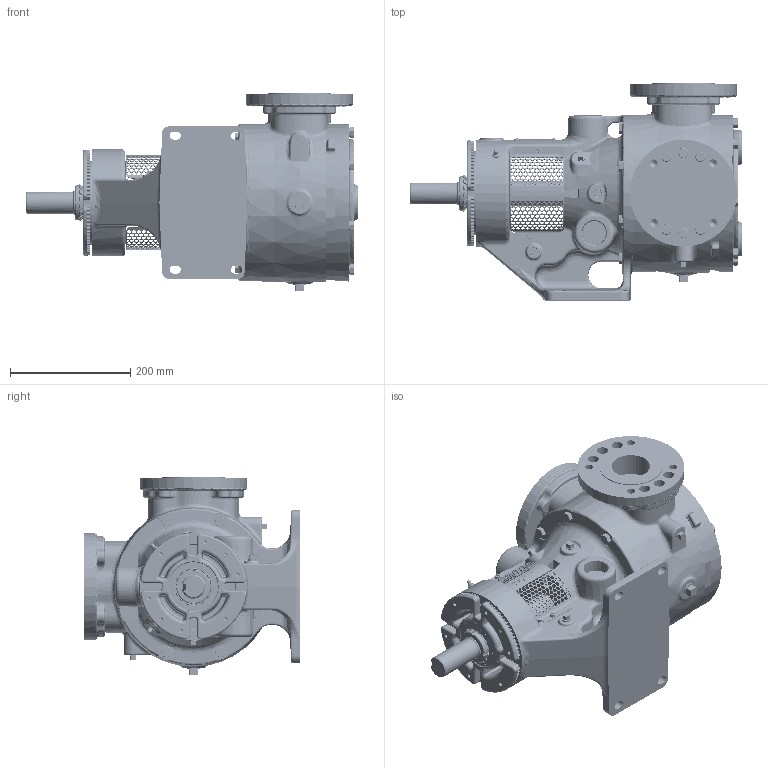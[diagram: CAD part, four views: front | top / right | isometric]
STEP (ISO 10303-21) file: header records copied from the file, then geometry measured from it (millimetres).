
FILE_DESCRIPTION (( 'STEP AP214' ), '1' );
FILE_NAME ('LV-4502.STEP', '2024-02-12T16:50:32', ( '' ), ( '' ), 'SwSTEP 2.0', 'SolidWorks 2022', '' );
FILE_SCHEMA (( 'AUTOMOTIVE_DESIGN' ));
Length unit declared in the file: millimetre
Products named in the file (1): LV-4502
Bounding box: 551.41 x 360.36 x 329.77 mm (x, y, z)
Volume: 17915086 mm3; surface area: 866168.8 mm2
Topology: 1 solids, 1 shells, 7504 faces, 19963 edges, 12647 vertices
Faces by surface type: bspline 3254, plane 2397, cylinder 919, cone 687, torus 195, sphere 52
Entity records: 381858 total; most frequent: CARTESIAN_POINT 170611, ORIENTED_EDGE 39736, DIRECTION 25461, EDGE_CURVE 19868, VERTEX_POINT 12644, AXIS2_PLACEMENT_3D 9262, EDGE_LOOP 8628, B_SPLINE_CURVE_WITH_KNOTS 7663
